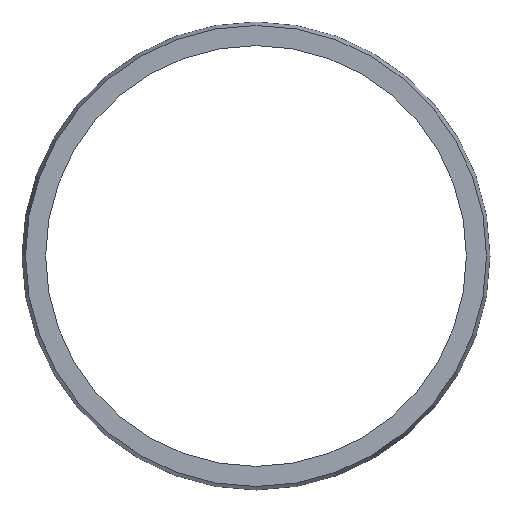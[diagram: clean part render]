
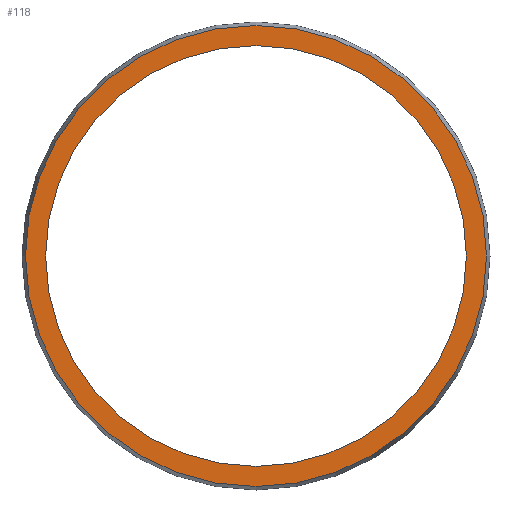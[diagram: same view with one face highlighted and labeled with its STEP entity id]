
A CAD part, front view. The second image highlights one B-rep face of the part: STEP entity #118.
In plain terms, the highlighted planar face has unit normal (0, -1, 0).
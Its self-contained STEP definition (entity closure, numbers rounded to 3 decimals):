
#26=FACE_BOUND('',#40,.T.);
#31=FACE_OUTER_BOUND('',#39,.T.);
#39=EDGE_LOOP('',(#101,#102));
#40=EDGE_LOOP('',(#103,#104));
#50=CIRCLE('',#152,54.4);
#51=CIRCLE('',#153,54.4);
#52=CIRCLE('',#155,59.6);
#53=CIRCLE('',#156,59.6);
#62=VERTEX_POINT('',#221);
#63=VERTEX_POINT('',#223);
#64=VERTEX_POINT('',#227);
#65=VERTEX_POINT('',#228);
#76=EDGE_CURVE('',#63,#62,#50,.T.);
#77=EDGE_CURVE('',#62,#63,#51,.T.);
#78=EDGE_CURVE('',#64,#65,#52,.T.);
#79=EDGE_CURVE('',#65,#64,#53,.T.);
#101=ORIENTED_EDGE('',*,*,#78,.F.);
#102=ORIENTED_EDGE('',*,*,#79,.F.);
#103=ORIENTED_EDGE('',*,*,#76,.T.);
#104=ORIENTED_EDGE('',*,*,#77,.T.);
#113=PLANE('',#154);
#118=ADVANCED_FACE('',(#31,#26),#113,.T.);
#152=AXIS2_PLACEMENT_3D('',#224,#186,#187);
#153=AXIS2_PLACEMENT_3D('',#225,#188,#189);
#154=AXIS2_PLACEMENT_3D('',#226,#190,#191);
#155=AXIS2_PLACEMENT_3D('',#229,#192,#193);
#156=AXIS2_PLACEMENT_3D('',#230,#194,#195);
#186=DIRECTION('center_axis',(0.,1.,0.));
#187=DIRECTION('ref_axis',(1.,0.,0.));
#188=DIRECTION('center_axis',(0.,1.,0.));
#189=DIRECTION('ref_axis',(1.,0.,0.));
#190=DIRECTION('center_axis',(0.,-1.,0.));
#191=DIRECTION('ref_axis',(0.,0.,-1.));
#192=DIRECTION('center_axis',(0.,1.,0.));
#193=DIRECTION('ref_axis',(1.,0.,0.));
#194=DIRECTION('center_axis',(0.,1.,0.));
#195=DIRECTION('ref_axis',(1.,0.,0.));
#221=CARTESIAN_POINT('',(54.4,0.,0.));
#223=CARTESIAN_POINT('',(-54.4,0.,0.));
#224=CARTESIAN_POINT('Origin',(0.,0.,0.));
#225=CARTESIAN_POINT('Origin',(0.,0.,0.));
#226=CARTESIAN_POINT('Origin',(-59.6,0.,0.));
#227=CARTESIAN_POINT('',(-59.6,0.,0.));
#228=CARTESIAN_POINT('',(59.6,0.,0.));
#229=CARTESIAN_POINT('Origin',(0.,0.,0.));
#230=CARTESIAN_POINT('Origin',(0.,0.,0.));
